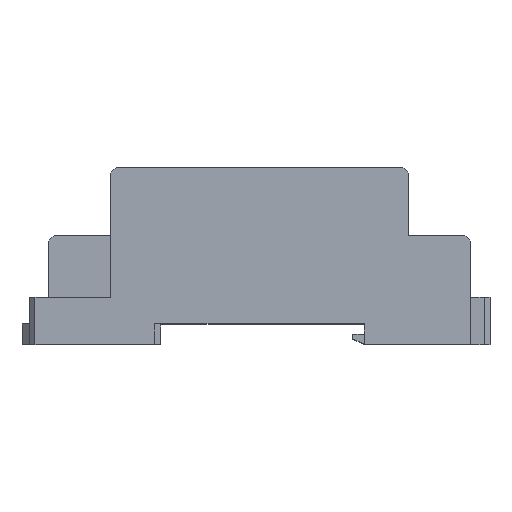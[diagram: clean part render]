
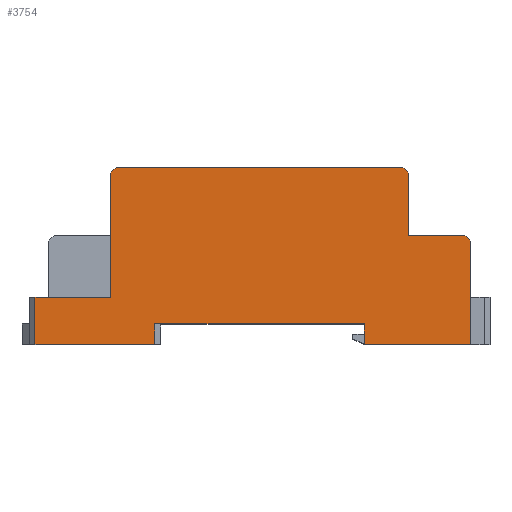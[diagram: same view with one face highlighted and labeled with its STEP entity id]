
A CAD part, top view. The second image highlights one B-rep face of the part: STEP entity #3754.
In plain terms, the highlighted planar face has unit normal (0, 0, 1).
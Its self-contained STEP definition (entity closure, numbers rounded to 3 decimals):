
#117 = ORIENTED_EDGE ( 'NONE', *, *, #3250, .T. ) ;
#467 = VECTOR ( 'NONE', #14773, 1000. ) ;
#590 = VECTOR ( 'NONE', #10196, 1000. ) ;
#1117 = CARTESIAN_POINT ( 'NONE',  ( 35.75, 18.5, 18.5 ) ) ;
#1142 = EDGE_CURVE ( 'NONE', #14179, #6525, #23216, .T. ) ;
#1147 = LINE ( 'NONE', #1117, #590 ) ;
#1175 = EDGE_CURVE ( 'NONE', #6525, #17358, #8795, .T. ) ;
#1584 = VERTEX_POINT ( 'NONE', #6703 ) ;
#1631 = CARTESIAN_POINT ( 'NONE',  ( 25.25, 30., 18.5 ) ) ;
#1830 = EDGE_CURVE ( 'NONE', #10355, #21307, #22899, .T. ) ;
#1877 = ORIENTED_EDGE ( 'NONE', *, *, #2684, .T. ) ;
#1879 = ORIENTED_EDGE ( 'NONE', *, *, #2099, .T. ) ;
#2009 = DIRECTION ( 'NONE',  ( 0., -1., 0. ) ) ;
#2099 = EDGE_CURVE ( 'NONE', #2264, #6862, #18418, .T. ) ;
#2112 = CARTESIAN_POINT ( 'NONE',  ( 26.625, 26.625, 18.5 ) ) ;
#2152 = ORIENTED_EDGE ( 'NONE', *, *, #1830, .T. ) ;
#2264 = VERTEX_POINT ( 'NONE', #21321 ) ;
#2459 = CARTESIAN_POINT ( 'NONE',  ( 17.7, 0., 18.5 ) ) ;
#2485 = ORIENTED_EDGE ( 'NONE', *, *, #13705, .T. ) ;
#2684 = EDGE_CURVE ( 'NONE', #9299, #22988, #10177, .T. ) ;
#2971 = VECTOR ( 'NONE', #8223, 1000. ) ;
#3014 = LINE ( 'NONE', #12560, #21772 ) ;
#3250 = EDGE_CURVE ( 'NONE', #1584, #10355, #8975, .T. ) ;
#3736 = LINE ( 'NONE', #13031, #17698 ) ;
#3754 = ADVANCED_FACE ( 'NONE', ( #18634 ), #6645, .T. ) ;
#3923 = VECTOR ( 'NONE', #16150, 1000. ) ;
#5182 = EDGE_LOOP ( 'NONE', ( #1877, #20444, #10980, #5524, #117, #2152, #20010, #2485, #9639, #1879, #16466, #7886, #18732, #16196, #17500 ) ) ;
#5524 = ORIENTED_EDGE ( 'NONE', *, *, #19710, .T. ) ;
#6180 = VECTOR ( 'NONE', #7656, 1000. ) ;
#6316 = CARTESIAN_POINT ( 'NONE',  ( -25.25, 8., 18.5 ) ) ;
#6525 = VERTEX_POINT ( 'NONE', #14349 ) ;
#6645 = PLANE ( 'NONE',  #14728 ) ;
#6650 = DIRECTION ( 'NONE',  ( -1., 0., 0. ) ) ;
#6703 = CARTESIAN_POINT ( 'NONE',  ( -17.7, 3.5, 18.5 ) ) ;
#6809 = VECTOR ( 'NONE', #13403, 1000. ) ;
#6862 = VERTEX_POINT ( 'NONE', #7756 ) ;
#7442 = EDGE_CURVE ( 'NONE', #6862, #23536, #18064, .T. ) ;
#7478 = CARTESIAN_POINT ( 'NONE',  ( 17.7, 3.5, 18.5 ) ) ;
#7656 = DIRECTION ( 'NONE',  ( -0.707, 0.707, 0. ) ) ;
#7756 = CARTESIAN_POINT ( 'NONE',  ( 25.25, 18.5, 18.5 ) ) ;
#7794 = VECTOR ( 'NONE', #13682, 1000. ) ;
#7868 = LINE ( 'NONE', #13780, #2971 ) ;
#7886 = ORIENTED_EDGE ( 'NONE', *, *, #16117, .T. ) ;
#8013 = CARTESIAN_POINT ( 'NONE',  ( -38., 8., 18.5 ) ) ;
#8184 = VECTOR ( 'NONE', #15555, 1000. ) ;
#8223 = DIRECTION ( 'NONE',  ( 1., 0., 0. ) ) ;
#8410 = VECTOR ( 'NONE', #18622, 1000. ) ;
#8795 = LINE ( 'NONE', #21654, #22088 ) ;
#8975 = LINE ( 'NONE', #19690, #13243 ) ;
#9004 = DIRECTION ( 'NONE',  ( -0.707, -0.707, 0. ) ) ;
#9299 = VERTEX_POINT ( 'NONE', #6316 ) ;
#9543 = CARTESIAN_POINT ( 'NONE',  ( 17.7, 3.5, 18.5 ) ) ;
#9639 = ORIENTED_EDGE ( 'NONE', *, *, #23459, .T. ) ;
#9851 = VERTEX_POINT ( 'NONE', #17037 ) ;
#9914 = EDGE_CURVE ( 'NONE', #17358, #9299, #11199, .T. ) ;
#10071 = DIRECTION ( 'NONE',  ( 0., -1., 0. ) ) ;
#10177 = LINE ( 'NONE', #17520, #10734 ) ;
#10196 = DIRECTION ( 'NONE',  ( 0., 1., 0. ) ) ;
#10279 = EDGE_CURVE ( 'NONE', #22988, #9851, #3736, .T. ) ;
#10330 = DIRECTION ( 'NONE',  ( 1., 0., 0. ) ) ;
#10355 = VERTEX_POINT ( 'NONE', #9543 ) ;
#10734 = VECTOR ( 'NONE', #6650, 1000. ) ;
#10980 = ORIENTED_EDGE ( 'NONE', *, *, #17111, .T. ) ;
#11026 = LINE ( 'NONE', #2112, #6180 ) ;
#11199 = LINE ( 'NONE', #13611, #20261 ) ;
#11475 = CARTESIAN_POINT ( 'NONE',  ( 25.25, 29., 18.5 ) ) ;
#11649 = LINE ( 'NONE', #2459, #6809 ) ;
#12560 = CARTESIAN_POINT ( 'NONE',  ( 27.125, 27.125, 18.5 ) ) ;
#13031 = CARTESIAN_POINT ( 'NONE',  ( -38., 0., 18.5 ) ) ;
#13243 = VECTOR ( 'NONE', #17842, 1000. ) ;
#13403 = DIRECTION ( 'NONE',  ( 1., 0., 0. ) ) ;
#13611 = CARTESIAN_POINT ( 'NONE',  ( -25.25, 30., 18.5 ) ) ;
#13682 = DIRECTION ( 'NONE',  ( 0., 1., 0. ) ) ;
#13705 = EDGE_CURVE ( 'NONE', #17714, #19398, #1147, .T. ) ;
#13780 = CARTESIAN_POINT ( 'NONE',  ( -39., 0., 18.5 ) ) ;
#14179 = VERTEX_POINT ( 'NONE', #21074 ) ;
#14349 = CARTESIAN_POINT ( 'NONE',  ( -24.25, 30., 18.5 ) ) ;
#14351 = DIRECTION ( 'NONE',  ( -0.707, 0.707, 0. ) ) ;
#14728 = AXIS2_PLACEMENT_3D ( 'NONE', #19369, #21135, #10330 ) ;
#14773 = DIRECTION ( 'NONE',  ( 0., -1., 0. ) ) ;
#15555 = DIRECTION ( 'NONE',  ( -1., 0., 0. ) ) ;
#15743 = EDGE_CURVE ( 'NONE', #21307, #17714, #11649, .T. ) ;
#16117 = EDGE_CURVE ( 'NONE', #23536, #14179, #3014, .T. ) ;
#16150 = DIRECTION ( 'NONE',  ( -1., 0., 0. ) ) ;
#16196 = ORIENTED_EDGE ( 'NONE', *, *, #1175, .T. ) ;
#16204 = CARTESIAN_POINT ( 'NONE',  ( 35.75, 0., 18.5 ) ) ;
#16298 = CARTESIAN_POINT ( 'NONE',  ( 35.75, 17.5, 18.5 ) ) ;
#16466 = ORIENTED_EDGE ( 'NONE', *, *, #7442, .T. ) ;
#16723 = CARTESIAN_POINT ( 'NONE',  ( 17.7, 0., 18.5 ) ) ;
#16856 = CARTESIAN_POINT ( 'NONE',  ( -17.7, 0., 18.5 ) ) ;
#17037 = CARTESIAN_POINT ( 'NONE',  ( -38., 0., 18.5 ) ) ;
#17111 = EDGE_CURVE ( 'NONE', #9851, #19568, #7868, .T. ) ;
#17358 = VERTEX_POINT ( 'NONE', #20185 ) ;
#17500 = ORIENTED_EDGE ( 'NONE', *, *, #9914, .T. ) ;
#17520 = CARTESIAN_POINT ( 'NONE',  ( -35.75, 8., 18.5 ) ) ;
#17698 = VECTOR ( 'NONE', #2009, 1000. ) ;
#17714 = VERTEX_POINT ( 'NONE', #16204 ) ;
#17842 = DIRECTION ( 'NONE',  ( 1., 0., 0. ) ) ;
#18064 = LINE ( 'NONE', #20400, #8410 ) ;
#18418 = LINE ( 'NONE', #19228, #8184 ) ;
#18622 = DIRECTION ( 'NONE',  ( 0., 1., 0. ) ) ;
#18634 = FACE_OUTER_BOUND ( 'NONE', #5182, .T. ) ;
#18732 = ORIENTED_EDGE ( 'NONE', *, *, #1142, .T. ) ;
#19228 = CARTESIAN_POINT ( 'NONE',  ( 35.75, 18.5, 18.5 ) ) ;
#19369 = CARTESIAN_POINT ( 'NONE',  ( 0., 0., 18.5 ) ) ;
#19398 = VERTEX_POINT ( 'NONE', #16298 ) ;
#19568 = VERTEX_POINT ( 'NONE', #16856 ) ;
#19690 = CARTESIAN_POINT ( 'NONE',  ( -17.7, 3.5, 18.5 ) ) ;
#19710 = EDGE_CURVE ( 'NONE', #19568, #1584, #22215, .T. ) ;
#20010 = ORIENTED_EDGE ( 'NONE', *, *, #15743, .T. ) ;
#20185 = CARTESIAN_POINT ( 'NONE',  ( -25.25, 29., 18.5 ) ) ;
#20261 = VECTOR ( 'NONE', #10071, 1000. ) ;
#20400 = CARTESIAN_POINT ( 'NONE',  ( 25.25, 18.5, 18.5 ) ) ;
#20444 = ORIENTED_EDGE ( 'NONE', *, *, #10279, .T. ) ;
#21074 = CARTESIAN_POINT ( 'NONE',  ( 24.25, 30., 18.5 ) ) ;
#21135 = DIRECTION ( 'NONE',  ( 0., 0., 1. ) ) ;
#21307 = VERTEX_POINT ( 'NONE', #16723 ) ;
#21321 = CARTESIAN_POINT ( 'NONE',  ( 34.75, 18.5, 18.5 ) ) ;
#21654 = CARTESIAN_POINT ( 'NONE',  ( -27.125, 27.125, 18.5 ) ) ;
#21772 = VECTOR ( 'NONE', #14351, 1000. ) ;
#22088 = VECTOR ( 'NONE', #9004, 1000. ) ;
#22215 = LINE ( 'NONE', #22668, #7794 ) ;
#22668 = CARTESIAN_POINT ( 'NONE',  ( -17.7, 0., 18.5 ) ) ;
#22899 = LINE ( 'NONE', #7478, #467 ) ;
#22988 = VERTEX_POINT ( 'NONE', #8013 ) ;
#23216 = LINE ( 'NONE', #1631, #3923 ) ;
#23459 = EDGE_CURVE ( 'NONE', #19398, #2264, #11026, .T. ) ;
#23536 = VERTEX_POINT ( 'NONE', #11475 ) ;
